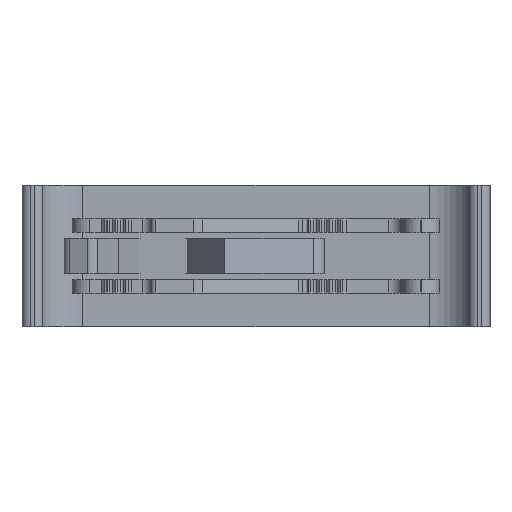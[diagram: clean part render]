
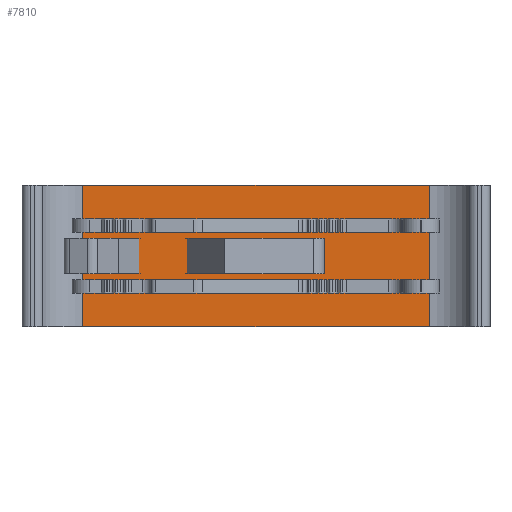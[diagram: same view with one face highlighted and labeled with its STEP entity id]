
A CAD part, front view. The second image highlights one B-rep face of the part: STEP entity #7810.
In plain terms, the highlighted planar face has unit normal (0, -1, 0).
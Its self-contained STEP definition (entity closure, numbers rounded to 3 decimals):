
#273 = LINE ( 'NONE', #4609, #7838 ) ;
#337 = VERTEX_POINT ( 'NONE', #510 ) ;
#510 = CARTESIAN_POINT ( 'NONE',  ( -19.558, -22.046, 8. ) ) ;
#1102 = VECTOR ( 'NONE', #11474, 1000. ) ;
#1115 = ORIENTED_EDGE ( 'NONE', *, *, #10086, .T. ) ;
#1894 = LINE ( 'NONE', #6202, #4211 ) ;
#2222 = CARTESIAN_POINT ( 'NONE',  ( -19.558, -22.046, 8. ) ) ;
#3108 = CARTESIAN_POINT ( 'NONE',  ( 19.558, -22.046, -8. ) ) ;
#3230 = DIRECTION ( 'NONE',  ( -1., 0., 0. ) ) ;
#3794 = CARTESIAN_POINT ( 'NONE',  ( -19.558, -22.046, -8. ) ) ;
#4051 = LINE ( 'NONE', #7517, #1102 ) ;
#4211 = VECTOR ( 'NONE', #4226, 1000. ) ;
#4226 = DIRECTION ( 'NONE',  ( 1., 0., 0. ) ) ;
#4466 = EDGE_CURVE ( 'NONE', #337, #12679, #273, .T. ) ;
#4584 = CARTESIAN_POINT ( 'NONE',  ( -19.558, -22.046, 8. ) ) ;
#4609 = CARTESIAN_POINT ( 'NONE',  ( -19.558, -22.046, 8. ) ) ;
#5107 = PLANE ( 'NONE',  #10566 ) ;
#5595 = DIRECTION ( 'NONE',  ( 0., 0., -1. ) ) ;
#6107 = LINE ( 'NONE', #4584, #10713 ) ;
#6202 = CARTESIAN_POINT ( 'NONE',  ( -19.558, -22.046, -8. ) ) ;
#7016 = ORIENTED_EDGE ( 'NONE', *, *, #4466, .T. ) ;
#7180 = VERTEX_POINT ( 'NONE', #3108 ) ;
#7517 = CARTESIAN_POINT ( 'NONE',  ( 19.558, -22.046, 8. ) ) ;
#7810 = ADVANCED_FACE ( 'NONE', ( #11770 ), #5107, .F. ) ;
#7838 = VECTOR ( 'NONE', #5595, 1000. ) ;
#8383 = ORIENTED_EDGE ( 'NONE', *, *, #11940, .F. ) ;
#8541 = DIRECTION ( 'NONE',  ( 1., 0., 0. ) ) ;
#9120 = DIRECTION ( 'NONE',  ( 0., 1., 0. ) ) ;
#9158 = ORIENTED_EDGE ( 'NONE', *, *, #10424, .F. ) ;
#9661 = CARTESIAN_POINT ( 'NONE',  ( 19.558, -22.046, 8. ) ) ;
#10086 = EDGE_CURVE ( 'NONE', #12679, #7180, #1894, .T. ) ;
#10424 = EDGE_CURVE ( 'NONE', #12030, #7180, #4051, .T. ) ;
#10488 = EDGE_LOOP ( 'NONE', ( #1115, #9158, #8383, #7016 ) ) ;
#10566 = AXIS2_PLACEMENT_3D ( 'NONE', #2222, #9120, #3230 ) ;
#10713 = VECTOR ( 'NONE', #8541, 1000. ) ;
#11474 = DIRECTION ( 'NONE',  ( 0., 0., -1. ) ) ;
#11770 = FACE_OUTER_BOUND ( 'NONE', #10488, .T. ) ;
#11940 = EDGE_CURVE ( 'NONE', #337, #12030, #6107, .T. ) ;
#12030 = VERTEX_POINT ( 'NONE', #9661 ) ;
#12679 = VERTEX_POINT ( 'NONE', #3794 ) ;
